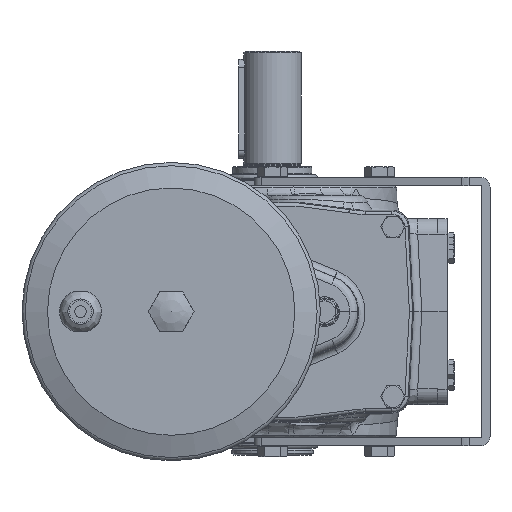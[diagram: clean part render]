
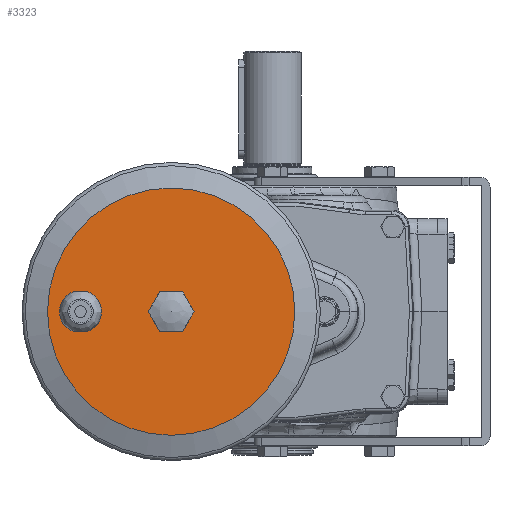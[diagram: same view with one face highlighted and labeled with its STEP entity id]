
A CAD part, left-side view. The second image highlights one B-rep face of the part: STEP entity #3323.
In plain terms, the highlighted planar face has unit normal (-1, 0, 0).
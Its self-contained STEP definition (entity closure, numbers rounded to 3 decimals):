
#3323 = ADVANCED_FACE( '', ( #7133, #7134, #7135 ), #7136, .T. );
#7133 = FACE_BOUND( '', #28808, .T. );
#7134 = FACE_OUTER_BOUND( '', #28809, .T. );
#7135 = FACE_BOUND( '', #28810, .T. );
#7136 = PLANE( '', #28811 );
#28808 = EDGE_LOOP( '', ( #39203, #39204, #39205, #39206 ) );
#28809 = EDGE_LOOP( '', ( #39207 ) );
#28810 = EDGE_LOOP( '', ( #39208, #39209, #39210, #39211, #39212, #39213 ) );
#28811 = AXIS2_PLACEMENT_3D( '', #39214, #39215, #39216 );
#39203 = ORIENTED_EDGE( '', *, *, #40646, .F. );
#39204 = ORIENTED_EDGE( '', *, *, #43094, .F. );
#39205 = ORIENTED_EDGE( '', *, *, #42103, .F. );
#39206 = ORIENTED_EDGE( '', *, *, #42625, .T. );
#39207 = ORIENTED_EDGE( '', *, *, #42169, .T. );
#39208 = ORIENTED_EDGE( '', *, *, #41839, .T. );
#39209 = ORIENTED_EDGE( '', *, *, #43173, .T. );
#39210 = ORIENTED_EDGE( '', *, *, #42972, .T. );
#39211 = ORIENTED_EDGE( '', *, *, #41664, .T. );
#39212 = ORIENTED_EDGE( '', *, *, #42742, .T. );
#39213 = ORIENTED_EDGE( '', *, *, #42231, .T. );
#39214 = CARTESIAN_POINT( '', ( -633.9, 136.4, 0. ) );
#39215 = DIRECTION( '', ( -1., 0., 0. ) );
#39216 = DIRECTION( '', ( 0., 1., 0. ) );
#40646 = EDGE_CURVE( '', #44674, #44675, #44676, .T. );
#41664 = EDGE_CURVE( '', #46235, #46239, #46241, .T. );
#41839 = EDGE_CURVE( '', #46483, #46487, #46489, .T. );
#42103 = EDGE_CURVE( '', #46849, #46851, #46852, .T. );
#42169 = EDGE_CURVE( '', #46937, #46937, #46938, .T. );
#42231 = EDGE_CURVE( '', #47017, #46483, #47020, .T. );
#42625 = EDGE_CURVE( '', #46849, #44675, #47523, .T. );
#42742 = EDGE_CURVE( '', #46239, #47017, #47663, .T. );
#42972 = EDGE_CURVE( '', #47924, #46235, #47926, .T. );
#43094 = EDGE_CURVE( '', #46851, #44674, #48058, .T. );
#43173 = EDGE_CURVE( '', #46487, #47924, #48143, .T. );
#44674 = VERTEX_POINT( '', #51656 );
#44675 = VERTEX_POINT( '', #51657 );
#44676 = CIRCLE( '', #51658, 12.8 );
#46235 = VERTEX_POINT( '', #56028 );
#46239 = VERTEX_POINT( '', #56033 );
#46241 = LINE( '', #56036, #56037 );
#46483 = VERTEX_POINT( '', #56880 );
#46487 = VERTEX_POINT( '', #56885 );
#46489 = LINE( '', #56888, #56889 );
#46849 = VERTEX_POINT( '', #57729 );
#46851 = VERTEX_POINT( '', #57732 );
#46852 = CIRCLE( '', #57733, 12.8 );
#46937 = VERTEX_POINT( '', #57962 );
#46938 = CIRCLE( '', #57963, 75. );
#47017 = VERTEX_POINT( '', #58126 );
#47020 = LINE( '', #58130, #58131 );
#47523 = LINE( '', #59909, #59910 );
#47663 = LINE( '', #60322, #60323 );
#47924 = VERTEX_POINT( '', #60949 );
#47926 = LINE( '', #60952, #60953 );
#48058 = LINE( '', #61351, #61352 );
#48143 = LINE( '', #61699, #61700 );
#51656 = CARTESIAN_POINT( '', ( -633.9, 111.946, -12. ) );
#51657 = CARTESIAN_POINT( '', ( -633.9, 111.946, 12. ) );
#51658 = AXIS2_PLACEMENT_3D( '', #62913, #62914, #62915 );
#56028 = CARTESIAN_POINT( '', ( -633.9, 68.328, -12. ) );
#56033 = CARTESIAN_POINT( '', ( -633.9, 75.256, 0. ) );
#56036 = CARTESIAN_POINT( '', ( -633.9, 68.328, -12. ) );
#56037 = VECTOR( '', #64005, 1000. );
#56880 = CARTESIAN_POINT( '', ( -633.9, 54.472, 12. ) );
#56885 = CARTESIAN_POINT( '', ( -633.9, 47.544, 0. ) );
#56888 = CARTESIAN_POINT( '', ( -633.9, 54.472, 12. ) );
#56889 = VECTOR( '', #64171, 1000. );
#57729 = CARTESIAN_POINT( '', ( -633.9, 120.854, 12. ) );
#57732 = CARTESIAN_POINT( '', ( -633.9, 120.854, -12. ) );
#57733 = AXIS2_PLACEMENT_3D( '', #64451, #64452, #64453 );
#57962 = CARTESIAN_POINT( '', ( -633.9, 136.4, 0. ) );
#57963 = AXIS2_PLACEMENT_3D( '', #64525, #64526, #64527 );
#58126 = CARTESIAN_POINT( '', ( -633.9, 68.328, 12. ) );
#58130 = CARTESIAN_POINT( '', ( -633.9, 68.328, 12. ) );
#58131 = VECTOR( '', #64584, 1000. );
#59909 = CARTESIAN_POINT( '', ( -633.9, 120.854, 12. ) );
#59910 = VECTOR( '', #64961, 1000. );
#60322 = CARTESIAN_POINT( '', ( -633.9, 75.256, 0. ) );
#60323 = VECTOR( '', #65069, 1000. );
#60949 = CARTESIAN_POINT( '', ( -633.9, 54.472, -12. ) );
#60952 = CARTESIAN_POINT( '', ( -633.9, 54.472, -12. ) );
#60953 = VECTOR( '', #65235, 1000. );
#61351 = CARTESIAN_POINT( '', ( -633.9, 120.854, -12. ) );
#61352 = VECTOR( '', #65301, 1000. );
#61699 = CARTESIAN_POINT( '', ( -633.9, 47.544, 0. ) );
#61700 = VECTOR( '', #65347, 1000. );
#62913 = CARTESIAN_POINT( '', ( -633.9, 116.4, 0. ) );
#62914 = DIRECTION( '', ( -1., 0., 0. ) );
#62915 = DIRECTION( '', ( 0., 1., 0. ) );
#64005 = DIRECTION( '', ( 0., 0.5, 0.866 ) );
#64171 = DIRECTION( '', ( 0., -0.5, -0.866 ) );
#64451 = CARTESIAN_POINT( '', ( -633.9, 116.4, 0. ) );
#64452 = DIRECTION( '', ( -1., 0., 0. ) );
#64453 = DIRECTION( '', ( 0., 1., 0. ) );
#64525 = CARTESIAN_POINT( '', ( -633.9, 61.4, 0. ) );
#64526 = DIRECTION( '', ( -1., 0., 0. ) );
#64527 = DIRECTION( '', ( 0., 1., 0. ) );
#64584 = DIRECTION( '', ( 0., -1., 0. ) );
#64961 = DIRECTION( '', ( 0., -1., 0. ) );
#65069 = DIRECTION( '', ( 0., -0.5, 0.866 ) );
#65235 = DIRECTION( '', ( 0., 1., 0. ) );
#65301 = DIRECTION( '', ( 0., -1., 0. ) );
#65347 = DIRECTION( '', ( 0., 0.5, -0.866 ) );
